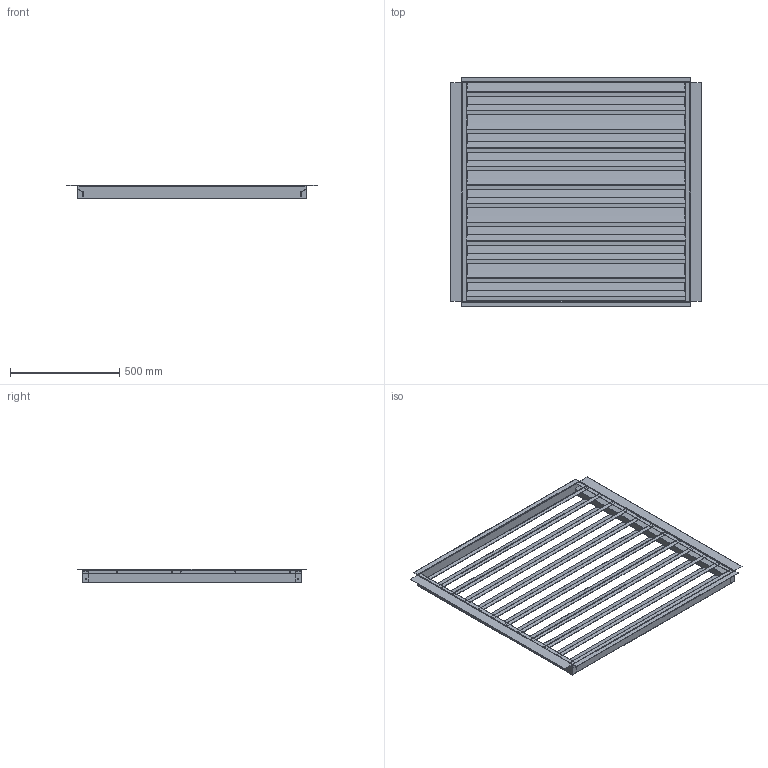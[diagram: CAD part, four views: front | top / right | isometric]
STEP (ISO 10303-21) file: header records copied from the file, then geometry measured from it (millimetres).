
FILE_DESCRIPTION (( 'STEP AP214' ), '1' );
FILE_NAME ('Kifaru 2_louver_ASM.STEP', '2023-07-25T13:01:04', ( '' ), ( '' ), 'SwSTEP 2.0', 'SolidWorks 2020', '' );
FILE_SCHEMA (( 'AUTOMOTIVE_DESIGN' ));
Length unit declared in the file: millimetre
Products named in the file (8): -PRT_0045-M_Ex_LoUVER_SPLIT_MID; Kifaru 2_louver_ASM; PRT_0041-M_Ex_Split_Carriage-B; -PRT_0046-M_Ex_LoUVER_SPLIT_TOP; PRT_0040-M_Ex_Split_Carriage-A; PRT_0042-M_Ex_Louver_Frame_Beam.; -PRT_0043-M_Ex_Louver_Frame_A; -PRT_0044-M_Ex_Louver_Frame_B
Assembly tree (18 placements, depth 2):
  Kifaru 2_louver_ASM
    PRT_0041-M_Ex_Split_Carriage-B
    PRT_0042-M_Ex_Louver_Frame_Beam.  x2
    PRT_0040-M_Ex_Split_Carriage-A
    -PRT_0043-M_Ex_Louver_Frame_A
    -PRT_0044-M_Ex_Louver_Frame_B
    -PRT_0045-M_Ex_LoUVER_SPLIT_MID  x11
    -PRT_0046-M_Ex_LoUVER_SPLIT_TOP
Bounding box: 1145.4 x 1050.6 x 61.3 mm (x, y, z)
Volume: 2832777.1 mm3; surface area: 4642131.2 mm2
Topology: 20 solids, 20 shells, 980 faces, 2488 edges, 1500 vertices
Faces by surface type: plane 640, cylinder 192, bspline 148
Entity records: 27775 total; most frequent: CARTESIAN_POINT 14093, ORIENTED_EDGE 3308, DIRECTION 1830, EDGE_CURVE 1654, VERTEX_POINT 1010, B_SPLINE_CURVE_WITH_KNOTS 768, EDGE_LOOP 736, VECTOR 736
